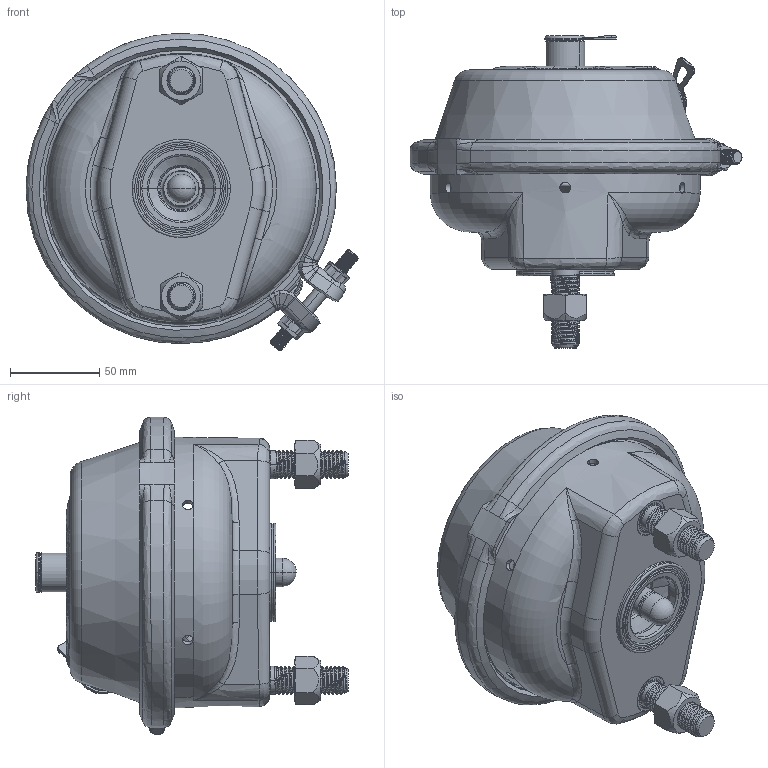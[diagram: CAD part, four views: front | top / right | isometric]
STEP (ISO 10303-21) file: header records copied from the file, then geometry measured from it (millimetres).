
FILE_DESCRIPTION((''),'2;1');
FILE_NAME('125200001_ASM','2024-03-07T13:23:17',('NA967'),('Haldex Brake Products'),'CREO PARAMETRIC BY PTC INC, 2018500','CREO PARAMETRIC BY PTC INC, 2018500','');
FILE_SCHEMA(('AUTOMOTIVE_DESIGN { 1 0 10303 214 1 1 1 1 }'));
Length unit declared in the file: millimetre
Products named in the file (27): 2056027; 9999272_AF0; 9999272_AF1; 2056019_ASM; 200417AG; 600724D_AF2; 600724D_AF3; 203025CA_ASM; 025040809_AF378; 016374619; 014122709; 003614919_ASM; 015105209; 015105109; 013059709_KC; 027059509_KC; 022024519_AF1228; 9999280_AF669; 014122909; 9999259; 9999261; 2064007_AF67_ASM; 9999097_AF2; 9999097_AF3; 028041409; 9999053; 125200001_ASM
Assembly tree (29 placements, depth 3):
  125200001_ASM
    2056019_ASM
      2056027
      9999272_AF0
      9999272_AF1
    203025CA_ASM
      200417AG
      600724D_AF2
      600724D_AF3
    025040809_AF378
    003614919_ASM
      016374619
      014122709
    015105209
    015105109
    013059709_KC
    027059509_KC
    022024519_AF1228
    9999280_AF669
    2064007_AF67_ASM
      014122909
      9999259  x2
      9999261  x2
    9999097_AF2
    9999097_AF3
    028041409
    9999053  x2
Bounding box: 185.75 x 174.86 x 177.62 mm (x, y, z)
Volume: 567312.8 mm3; surface area: 397992.6 mm2
Topology: 25 solids, 31 shells, 2827 faces, 7310 edges, 4635 vertices
Faces by surface type: plane 1204, bspline 628, cylinder 559, torus 234, cone 178, extrusion 14, sphere 10
Entity records: 166007 total; most frequent: CARTESIAN_POINT 79641, ORIENTED_EDGE 13552, DIRECTION 11995, EDGE_CURVE 6786, VERTEX_POINT 4251, AXIS2_PLACEMENT_3D 4001, VECTOR 3910, LINE 3896
